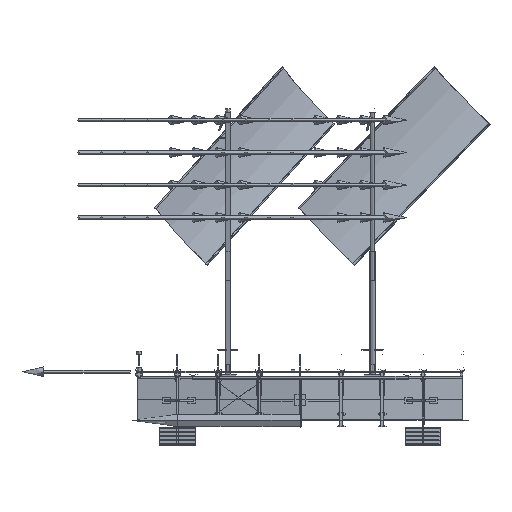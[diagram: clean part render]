
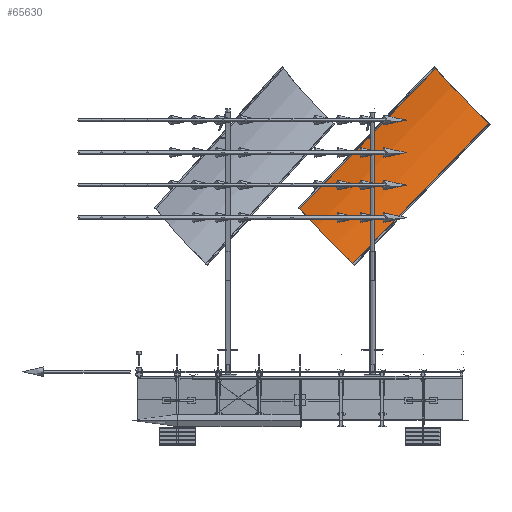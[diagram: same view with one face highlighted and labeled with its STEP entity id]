
A CAD part, left-side view. The second image highlights one B-rep face of the part: STEP entity #65630.
In plain terms, the highlighted cylindrical face has radius 4998 mm (diameter 9996 mm), a partial arc.
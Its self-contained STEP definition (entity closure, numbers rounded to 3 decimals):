
#65537 = VERTEX_POINT('',#65538);
#65538 = CARTESIAN_POINT('',(0.,2750.,-9.127));
#65546 = VERTEX_POINT('',#65547);
#65547 = CARTESIAN_POINT('',(0.,2750.,-2190.873));
#65553 = EDGE_CURVE('',#65537,#65546,#65554,.T.);
#65554 = CIRCLE('',#65555,4998.);
#65555 = AXIS2_PLACEMENT_3D('',#65556,#65557,#65558);
#65556 = CARTESIAN_POINT('',(-4877.499,2750.,-1100.));
#65557 = DIRECTION('',(0.,1.,0.));
#65558 = DIRECTION('',(0.,-0.,1.));
#65569 = VERTEX_POINT('',#65570);
#65570 = CARTESIAN_POINT('',(0.,-2750.,-2190.873));
#65578 = EDGE_CURVE('',#65569,#65546,#65579,.T.);
#65579 = LINE('',#65580,#65581);
#65580 = CARTESIAN_POINT('',(0.,-2750.,-2190.873));
#65581 = VECTOR('',#65582,1.);
#65582 = DIRECTION('',(0.,1.,0.));
#65593 = VERTEX_POINT('',#65594);
#65594 = CARTESIAN_POINT('',(0.,-2750.,-9.127));
#65602 = EDGE_CURVE('',#65593,#65569,#65603,.T.);
#65603 = CIRCLE('',#65604,4998.);
#65604 = AXIS2_PLACEMENT_3D('',#65605,#65606,#65607);
#65605 = CARTESIAN_POINT('',(-4877.499,-2750.,-1100.));
#65606 = DIRECTION('',(0.,1.,0.));
#65607 = DIRECTION('',(0.,-0.,1.));
#65618 = EDGE_CURVE('',#65593,#65537,#65619,.T.);
#65619 = LINE('',#65620,#65621);
#65620 = CARTESIAN_POINT('',(0.,-2750.,-9.127));
#65621 = VECTOR('',#65622,1.);
#65622 = DIRECTION('',(0.,1.,0.));
#65630 = ADVANCED_FACE('',(#65631),#65637,.F.);
#65631 = FACE_BOUND('',#65632,.F.);
#65632 = EDGE_LOOP('',(#65633,#65634,#65635,#65636));
#65633 = ORIENTED_EDGE('',*,*,#65553,.F.);
#65634 = ORIENTED_EDGE('',*,*,#65618,.F.);
#65635 = ORIENTED_EDGE('',*,*,#65602,.T.);
#65636 = ORIENTED_EDGE('',*,*,#65578,.T.);
#65637 = CYLINDRICAL_SURFACE('',#65638,4998.);
#65638 = AXIS2_PLACEMENT_3D('',#65639,#65640,#65641);
#65639 = CARTESIAN_POINT('',(-4877.499,-2750.,-1100.));
#65640 = DIRECTION('',(0.,1.,0.));
#65641 = DIRECTION('',(0.,-0.,1.));
